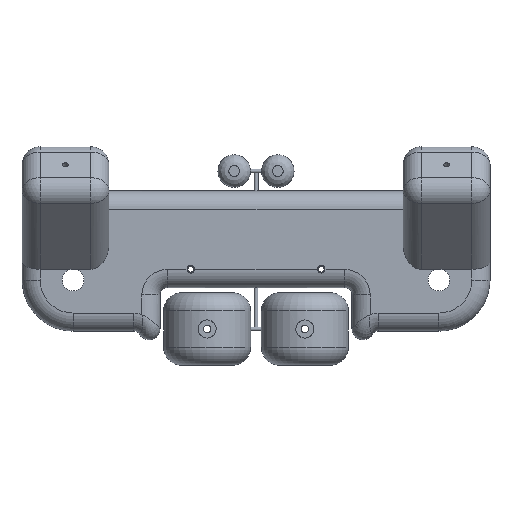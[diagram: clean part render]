
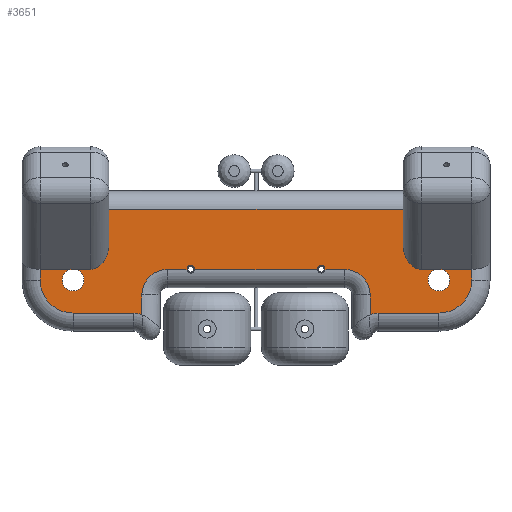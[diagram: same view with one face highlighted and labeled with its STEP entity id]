
A CAD part, front view. The second image highlights one B-rep face of the part: STEP entity #3651.
In plain terms, the highlighted planar face has unit normal (0, -1, 0).
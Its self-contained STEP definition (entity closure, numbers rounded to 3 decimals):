
#37=ELLIPSE('',#3940,7.071,5.);
#38=ELLIPSE('',#3952,7.071,5.);
#90=PLANE('',#3939);
#214=FACE_OUTER_BOUND('',#450,.T.);
#450=EDGE_LOOP('',(#2519,#2520,#2521,#2522,#2523,#2524,#2525,#2526,#2527,
#2528,#2529,#2530,#2531,#2532,#2533,#2534,#2535,#2536,#2537,#2538,#2539,
#2540,#2541,#2542,#2543,#2544,#2545,#2546,#2547,#2548));
#728=CIRCLE('',#3938,3.);
#729=CIRCLE('',#3941,3.);
#730=CIRCLE('',#3942,9.1);
#731=CIRCLE('',#3943,7.);
#732=CIRCLE('',#3944,7.);
#733=CIRCLE('',#3945,1.05);
#734=CIRCLE('',#3946,1.05);
#735=CIRCLE('',#3947,1.05);
#736=CIRCLE('',#3948,1.05);
#737=CIRCLE('',#3949,7.);
#738=CIRCLE('',#3950,7.);
#739=CIRCLE('',#3951,9.1);
#987=LINE('',#5847,#1258);
#988=LINE('',#5849,#1259);
#989=LINE('',#5851,#1260);
#990=LINE('',#5855,#1261);
#991=LINE('',#5858,#1262);
#992=LINE('',#5860,#1263);
#993=LINE('',#5864,#1264);
#994=LINE('',#5868,#1265);
#995=LINE('',#5872,#1266);
#996=LINE('',#5878,#1267);
#997=LINE('',#5884,#1268);
#998=LINE('',#5888,#1269);
#999=LINE('',#5892,#1270);
#1000=LINE('',#5896,#1271);
#1001=LINE('',#5897,#1272);
#1002=LINE('',#5899,#1273);
#1258=VECTOR('',#4526,10.);
#1259=VECTOR('',#4527,10.);
#1260=VECTOR('',#4528,10.);
#1261=VECTOR('',#4531,10.);
#1262=VECTOR('',#4534,10.);
#1263=VECTOR('',#4535,10.);
#1264=VECTOR('',#4538,10.);
#1265=VECTOR('',#4541,10.);
#1266=VECTOR('',#4544,10.);
#1267=VECTOR('',#4549,10.);
#1268=VECTOR('',#4554,10.);
#1269=VECTOR('',#4557,10.);
#1270=VECTOR('',#4560,10.);
#1271=VECTOR('',#4563,10.);
#1272=VECTOR('',#4564,10.);
#1273=VECTOR('',#4565,10.);
#1555=VERTEX_POINT('',#5841);
#1556=VERTEX_POINT('',#5845);
#1557=VERTEX_POINT('',#5846);
#1558=VERTEX_POINT('',#5848);
#1559=VERTEX_POINT('',#5850);
#1560=VERTEX_POINT('',#5852);
#1561=VERTEX_POINT('',#5854);
#1562=VERTEX_POINT('',#5857);
#1563=VERTEX_POINT('',#5859);
#1564=VERTEX_POINT('',#5861);
#1565=VERTEX_POINT('',#5863);
#1566=VERTEX_POINT('',#5865);
#1567=VERTEX_POINT('',#5867);
#1568=VERTEX_POINT('',#5869);
#1569=VERTEX_POINT('',#5871);
#1570=VERTEX_POINT('',#5873);
#1571=VERTEX_POINT('',#5875);
#1572=VERTEX_POINT('',#5877);
#1573=VERTEX_POINT('',#5879);
#1574=VERTEX_POINT('',#5881);
#1575=VERTEX_POINT('',#5883);
#1576=VERTEX_POINT('',#5885);
#1577=VERTEX_POINT('',#5887);
#1578=VERTEX_POINT('',#5889);
#1579=VERTEX_POINT('',#5891);
#1580=VERTEX_POINT('',#5893);
#1581=VERTEX_POINT('',#5895);
#1582=VERTEX_POINT('',#5898);
#1922=EDGE_CURVE('',#1555,#1555,#728,.T.);
#1923=EDGE_CURVE('',#1556,#1557,#987,.T.);
#1924=EDGE_CURVE('',#1558,#1557,#988,.T.);
#1925=EDGE_CURVE('',#1558,#1559,#989,.T.);
#1926=EDGE_CURVE('',#1559,#1560,#37,.T.);
#1927=EDGE_CURVE('',#1560,#1561,#990,.T.);
#1928=EDGE_CURVE('',#1561,#1561,#729,.T.);
#1929=EDGE_CURVE('',#1561,#1562,#991,.T.);
#1930=EDGE_CURVE('',#1563,#1562,#992,.T.);
#1931=EDGE_CURVE('',#1564,#1563,#730,.T.);
#1932=EDGE_CURVE('',#1565,#1564,#993,.T.);
#1933=EDGE_CURVE('',#1566,#1565,#731,.T.);
#1934=EDGE_CURVE('',#1567,#1566,#994,.T.);
#1935=EDGE_CURVE('',#1568,#1567,#732,.T.);
#1936=EDGE_CURVE('',#1569,#1568,#995,.T.);
#1937=EDGE_CURVE('',#1569,#1570,#733,.T.);
#1938=EDGE_CURVE('',#1570,#1571,#734,.T.);
#1939=EDGE_CURVE('',#1572,#1571,#996,.T.);
#1940=EDGE_CURVE('',#1572,#1573,#735,.T.);
#1941=EDGE_CURVE('',#1573,#1574,#736,.T.);
#1942=EDGE_CURVE('',#1575,#1574,#997,.T.);
#1943=EDGE_CURVE('',#1576,#1575,#737,.T.);
#1944=EDGE_CURVE('',#1577,#1576,#998,.T.);
#1945=EDGE_CURVE('',#1578,#1577,#738,.T.);
#1946=EDGE_CURVE('',#1579,#1578,#999,.T.);
#1947=EDGE_CURVE('',#1580,#1579,#739,.T.);
#1948=EDGE_CURVE('',#1581,#1580,#1000,.T.);
#1949=EDGE_CURVE('',#1581,#1555,#1001,.T.);
#1950=EDGE_CURVE('',#1555,#1582,#1002,.T.);
#1951=EDGE_CURVE('',#1582,#1556,#38,.T.);
#2519=ORIENTED_EDGE('',*,*,#1923,.T.);
#2520=ORIENTED_EDGE('',*,*,#1924,.F.);
#2521=ORIENTED_EDGE('',*,*,#1925,.T.);
#2522=ORIENTED_EDGE('',*,*,#1926,.T.);
#2523=ORIENTED_EDGE('',*,*,#1927,.T.);
#2524=ORIENTED_EDGE('',*,*,#1928,.T.);
#2525=ORIENTED_EDGE('',*,*,#1929,.T.);
#2526=ORIENTED_EDGE('',*,*,#1930,.F.);
#2527=ORIENTED_EDGE('',*,*,#1931,.F.);
#2528=ORIENTED_EDGE('',*,*,#1932,.F.);
#2529=ORIENTED_EDGE('',*,*,#1933,.F.);
#2530=ORIENTED_EDGE('',*,*,#1934,.F.);
#2531=ORIENTED_EDGE('',*,*,#1935,.F.);
#2532=ORIENTED_EDGE('',*,*,#1936,.F.);
#2533=ORIENTED_EDGE('',*,*,#1937,.T.);
#2534=ORIENTED_EDGE('',*,*,#1938,.T.);
#2535=ORIENTED_EDGE('',*,*,#1939,.F.);
#2536=ORIENTED_EDGE('',*,*,#1940,.T.);
#2537=ORIENTED_EDGE('',*,*,#1941,.T.);
#2538=ORIENTED_EDGE('',*,*,#1942,.F.);
#2539=ORIENTED_EDGE('',*,*,#1943,.F.);
#2540=ORIENTED_EDGE('',*,*,#1944,.F.);
#2541=ORIENTED_EDGE('',*,*,#1945,.F.);
#2542=ORIENTED_EDGE('',*,*,#1946,.F.);
#2543=ORIENTED_EDGE('',*,*,#1947,.F.);
#2544=ORIENTED_EDGE('',*,*,#1948,.F.);
#2545=ORIENTED_EDGE('',*,*,#1949,.T.);
#2546=ORIENTED_EDGE('',*,*,#1922,.T.);
#2547=ORIENTED_EDGE('',*,*,#1950,.T.);
#2548=ORIENTED_EDGE('',*,*,#1951,.T.);
#3651=ADVANCED_FACE('',(#214),#90,.F.);
#3938=AXIS2_PLACEMENT_3D('',#5843,#4522,#4523);
#3939=AXIS2_PLACEMENT_3D('',#5844,#4524,#4525);
#3940=AXIS2_PLACEMENT_3D('',#5853,#4529,#4530);
#3941=AXIS2_PLACEMENT_3D('',#5856,#4532,#4533);
#3942=AXIS2_PLACEMENT_3D('',#5862,#4536,#4537);
#3943=AXIS2_PLACEMENT_3D('',#5866,#4539,#4540);
#3944=AXIS2_PLACEMENT_3D('',#5870,#4542,#4543);
#3945=AXIS2_PLACEMENT_3D('',#5874,#4545,#4546);
#3946=AXIS2_PLACEMENT_3D('',#5876,#4547,#4548);
#3947=AXIS2_PLACEMENT_3D('',#5880,#4550,#4551);
#3948=AXIS2_PLACEMENT_3D('',#5882,#4552,#4553);
#3949=AXIS2_PLACEMENT_3D('',#5886,#4555,#4556);
#3950=AXIS2_PLACEMENT_3D('',#5890,#4558,#4559);
#3951=AXIS2_PLACEMENT_3D('',#5894,#4561,#4562);
#3952=AXIS2_PLACEMENT_3D('',#5900,#4566,#4567);
#4522=DIRECTION('center_axis',(0.,1.,0.));
#4523=DIRECTION('ref_axis',(0.,0.,-1.));
#4524=DIRECTION('center_axis',(0.,1.,0.));
#4525=DIRECTION('ref_axis',(0.,0.,1.));
#4526=DIRECTION('',(0.,0.,1.));
#4527=DIRECTION('',(1.,0.,0.));
#4528=DIRECTION('',(0.,0.,-1.));
#4529=DIRECTION('center_axis',(0.,1.,0.));
#4530=DIRECTION('ref_axis',(0.,0.,-1.));
#4531=DIRECTION('',(-1.,0.,0.));
#4532=DIRECTION('center_axis',(0.,1.,0.));
#4533=DIRECTION('ref_axis',(0.,0.,-1.));
#4534=DIRECTION('',(-1.,0.,0.));
#4535=DIRECTION('',(0.,0.,1.));
#4536=DIRECTION('center_axis',(0.,1.,0.));
#4537=DIRECTION('ref_axis',(-0.707,0.,-0.707));
#4538=DIRECTION('',(-1.,0.,0.));
#4539=DIRECTION('center_axis',(0.,-1.,0.));
#4540=DIRECTION('ref_axis',(0.49,0.,0.872));
#4541=DIRECTION('',(0.,0.,-1.));
#4542=DIRECTION('center_axis',(0.,-1.,0.));
#4543=DIRECTION('ref_axis',(-0.707,0.,0.707));
#4544=DIRECTION('',(-1.,0.,0.));
#4545=DIRECTION('center_axis',(0.,1.,0.));
#4546=DIRECTION('ref_axis',(0.,0.,-1.));
#4547=DIRECTION('center_axis',(0.,1.,0.));
#4548=DIRECTION('ref_axis',(0.,0.,-1.));
#4549=DIRECTION('',(-1.,0.,0.));
#4550=DIRECTION('center_axis',(0.,1.,0.));
#4551=DIRECTION('ref_axis',(0.,0.,-1.));
#4552=DIRECTION('center_axis',(0.,1.,0.));
#4553=DIRECTION('ref_axis',(0.,0.,-1.));
#4554=DIRECTION('',(-1.,0.,0.));
#4555=DIRECTION('center_axis',(0.,-1.,0.));
#4556=DIRECTION('ref_axis',(0.707,0.,0.707));
#4557=DIRECTION('',(0.,0.,1.));
#4558=DIRECTION('center_axis',(0.,-1.,0.));
#4559=DIRECTION('ref_axis',(-0.49,0.,0.872));
#4560=DIRECTION('',(-1.,0.,0.));
#4561=DIRECTION('center_axis',(0.,1.,0.));
#4562=DIRECTION('ref_axis',(0.707,0.,-0.707));
#4563=DIRECTION('',(0.,0.,-1.));
#4564=DIRECTION('',(-1.,0.,0.));
#4565=DIRECTION('',(-1.,0.,0.));
#4566=DIRECTION('center_axis',(0.,1.,0.));
#4567=DIRECTION('ref_axis',(0.,0.,-1.));
#5841=CARTESIAN_POINT('',(50.5,-20.,16.5));
#5843=CARTESIAN_POINT('Origin',(50.5,-20.,13.5));
#5844=CARTESIAN_POINT('Origin',(0.,-20.,24.75));
#5845=CARTESIAN_POINT('',(40.6,-20.,23.571));
#5846=CARTESIAN_POINT('',(40.6,-20.,33.1));
#5847=CARTESIAN_POINT('',(40.6,-20.,31.499));
#5848=CARTESIAN_POINT('',(-40.6,-20.,33.1));
#5849=CARTESIAN_POINT('',(0.,-20.,33.1));
#5850=CARTESIAN_POINT('',(-40.6,-20.,23.571));
#5851=CARTESIAN_POINT('',(-40.6,-20.,31.499));
#5852=CARTESIAN_POINT('',(-45.6,-20.,16.5));
#5853=CARTESIAN_POINT('Origin',(-45.6,-20.,23.571));
#5854=CARTESIAN_POINT('',(-50.5,-20.,16.5));
#5855=CARTESIAN_POINT('',(-26.3,-20.,16.5));
#5856=CARTESIAN_POINT('Origin',(-50.5,-20.,13.5));
#5857=CARTESIAN_POINT('',(-59.6,-20.,16.5));
#5858=CARTESIAN_POINT('',(-26.3,-20.,16.5));
#5859=CARTESIAN_POINT('',(-59.6,-20.,13.5));
#5860=CARTESIAN_POINT('',(-59.6,-20.,24.75));
#5861=CARTESIAN_POINT('',(-50.5,-20.,4.4));
#5862=CARTESIAN_POINT('Origin',(-50.5,-20.,13.5));
#5863=CARTESIAN_POINT('',(-33.771,-20.,4.4));
#5864=CARTESIAN_POINT('',(0.,-20.,4.4));
#5865=CARTESIAN_POINT('',(-31.5,-20.,4.021));
#5866=CARTESIAN_POINT('Origin',(-33.771,-20.,-2.6));
#5867=CARTESIAN_POINT('',(-31.5,-20.,9.4));
#5868=CARTESIAN_POINT('',(-31.5,-20.,15.5));
#5869=CARTESIAN_POINT('',(-24.5,-20.,16.4));
#5870=CARTESIAN_POINT('Origin',(-24.5,-20.,9.4));
#5871=CARTESIAN_POINT('',(-19.045,-20.,16.4));
#5872=CARTESIAN_POINT('',(0.,-20.,16.4));
#5873=CARTESIAN_POINT('',(-18.,-20.,17.55));
#5874=CARTESIAN_POINT('Origin',(-18.,-20.,16.5));
#5875=CARTESIAN_POINT('',(-16.955,-20.,16.4));
#5876=CARTESIAN_POINT('Origin',(-18.,-20.,16.5));
#5877=CARTESIAN_POINT('',(16.955,-20.,16.4));
#5878=CARTESIAN_POINT('',(0.,-20.,16.4));
#5879=CARTESIAN_POINT('',(18.,-20.,17.55));
#5880=CARTESIAN_POINT('Origin',(18.,-20.,16.5));
#5881=CARTESIAN_POINT('',(19.045,-20.,16.4));
#5882=CARTESIAN_POINT('Origin',(18.,-20.,16.5));
#5883=CARTESIAN_POINT('',(24.5,-20.,16.4));
#5884=CARTESIAN_POINT('',(0.,-20.,16.4));
#5885=CARTESIAN_POINT('',(31.5,-20.,9.4));
#5886=CARTESIAN_POINT('Origin',(24.5,-20.,9.4));
#5887=CARTESIAN_POINT('',(31.5,-20.,4.021));
#5888=CARTESIAN_POINT('',(31.5,-20.,15.5));
#5889=CARTESIAN_POINT('',(33.771,-20.,4.4));
#5890=CARTESIAN_POINT('Origin',(33.771,-20.,-2.6));
#5891=CARTESIAN_POINT('',(50.5,-20.,4.4));
#5892=CARTESIAN_POINT('',(0.,-20.,4.4));
#5893=CARTESIAN_POINT('',(59.6,-20.,13.5));
#5894=CARTESIAN_POINT('Origin',(50.5,-20.,13.5));
#5895=CARTESIAN_POINT('',(59.6,-20.,16.5));
#5896=CARTESIAN_POINT('',(59.6,-20.,24.75));
#5897=CARTESIAN_POINT('',(26.3,-20.,16.5));
#5898=CARTESIAN_POINT('',(45.6,-20.,16.5));
#5899=CARTESIAN_POINT('',(26.3,-20.,16.5));
#5900=CARTESIAN_POINT('Origin',(45.6,-20.,23.571));
